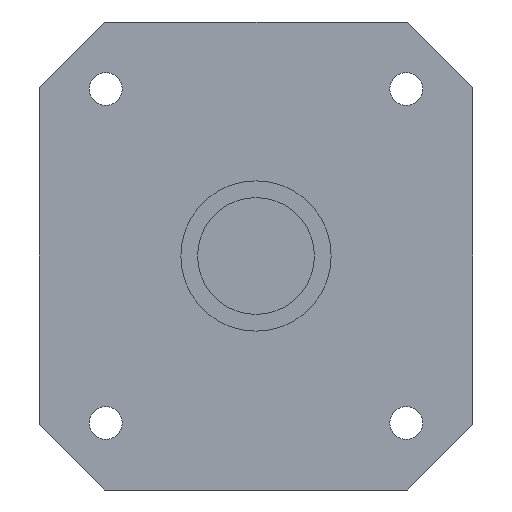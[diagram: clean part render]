
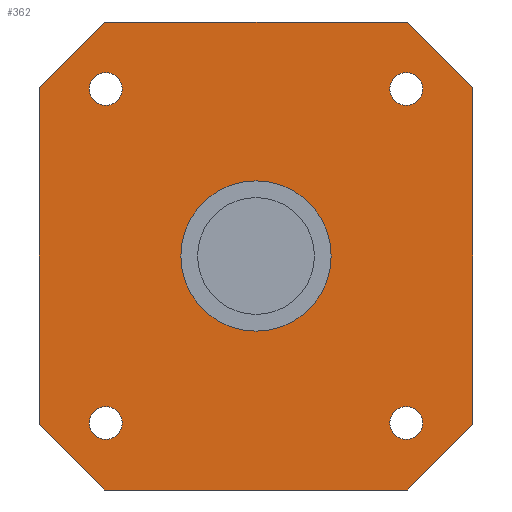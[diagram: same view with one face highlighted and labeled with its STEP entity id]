
A CAD part, left-side view. The second image highlights one B-rep face of the part: STEP entity #362.
In plain terms, the highlighted planar face has unit normal (-1, 0, 0).
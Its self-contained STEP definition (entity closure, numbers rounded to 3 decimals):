
#1=CARTESIAN_POINT('',(0.,0.,0.));
#2=DIRECTION('',(-1.,0.,0.));
#3=DIRECTION('',(0.,-1.,0.));
#4=AXIS2_PLACEMENT_3D('',#1,#2,#3);
#6=CARTESIAN_POINT('',(0.,0.,0.));
#7=DIRECTION('',(-1.,0.,0.));
#8=DIRECTION('',(0.,1.,0.));
#9=AXIS2_PLACEMENT_3D('',#6,#7,#8);
#11=DIRECTION('',(0.,0.707,0.707));
#12=VECTOR('',#11,35.355);
#13=CARTESIAN_POINT('',(0.,-82.5,64.));
#14=LINE('',#13,#12);
#15=DIRECTION('',(0.,0.,-1.));
#16=VECTOR('',#15,128.);
#17=CARTESIAN_POINT('',(0.,-82.5,64.));
#18=LINE('',#17,#16);
#19=DIRECTION('',(0.,-0.707,0.707));
#20=VECTOR('',#19,35.355);
#21=CARTESIAN_POINT('',(0.,-57.5,-89.));
#22=LINE('',#21,#20);
#23=DIRECTION('',(0.,1.,0.));
#24=VECTOR('',#23,115.);
#25=CARTESIAN_POINT('',(0.,-57.5,-89.));
#26=LINE('',#25,#24);
#27=DIRECTION('',(0.,-0.707,-0.707));
#28=VECTOR('',#27,35.355);
#29=CARTESIAN_POINT('',(0.,82.5,-64.));
#30=LINE('',#29,#28);
#31=DIRECTION('',(0.,0.,1.));
#32=VECTOR('',#31,128.);
#33=CARTESIAN_POINT('',(0.,82.5,-64.));
#34=LINE('',#33,#32);
#35=DIRECTION('',(0.,0.707,-0.707));
#36=VECTOR('',#35,35.355);
#37=CARTESIAN_POINT('',(0.,57.5,89.));
#38=LINE('',#37,#36);
#39=DIRECTION('',(0.,-1.,0.));
#40=VECTOR('',#39,115.);
#41=CARTESIAN_POINT('',(0.,57.5,89.));
#42=LINE('',#41,#40);
#43=CARTESIAN_POINT('',(0.,-57.15,-63.5));
#44=DIRECTION('',(-1.,0.,0.));
#45=DIRECTION('',(0.,-1.,0.));
#46=AXIS2_PLACEMENT_3D('',#43,#44,#45);
#48=CARTESIAN_POINT('',(0.,-57.15,-63.5));
#49=DIRECTION('',(-1.,0.,0.));
#50=DIRECTION('',(0.,1.,0.));
#51=AXIS2_PLACEMENT_3D('',#48,#49,#50);
#53=CARTESIAN_POINT('',(0.,57.15,-63.5));
#54=DIRECTION('',(-1.,0.,0.));
#55=DIRECTION('',(0.,-1.,0.));
#56=AXIS2_PLACEMENT_3D('',#53,#54,#55);
#58=CARTESIAN_POINT('',(0.,57.15,-63.5));
#59=DIRECTION('',(-1.,0.,0.));
#60=DIRECTION('',(0.,1.,0.));
#61=AXIS2_PLACEMENT_3D('',#58,#59,#60);
#63=CARTESIAN_POINT('',(0.,-57.15,63.5));
#64=DIRECTION('',(-1.,0.,0.));
#65=DIRECTION('',(0.,-1.,0.));
#66=AXIS2_PLACEMENT_3D('',#63,#64,#65);
#68=CARTESIAN_POINT('',(0.,-57.15,63.5));
#69=DIRECTION('',(-1.,0.,0.));
#70=DIRECTION('',(0.,1.,0.));
#71=AXIS2_PLACEMENT_3D('',#68,#69,#70);
#73=CARTESIAN_POINT('',(0.,57.15,63.5));
#74=DIRECTION('',(-1.,0.,0.));
#75=DIRECTION('',(0.,-1.,0.));
#76=AXIS2_PLACEMENT_3D('',#73,#74,#75);
#78=CARTESIAN_POINT('',(0.,57.15,63.5));
#79=DIRECTION('',(-1.,0.,0.));
#80=DIRECTION('',(0.,1.,0.));
#81=AXIS2_PLACEMENT_3D('',#78,#79,#80);
#237=CARTESIAN_POINT('',(0.,-28.575,0.));
#238=CARTESIAN_POINT('',(0.,28.575,0.));
#239=VERTEX_POINT('',#237);
#240=VERTEX_POINT('',#238);
#245=CARTESIAN_POINT('',(0.,-82.5,64.));
#246=CARTESIAN_POINT('',(0.,-57.5,89.));
#247=VERTEX_POINT('',#245);
#248=VERTEX_POINT('',#246);
#253=CARTESIAN_POINT('',(0.,-57.5,-89.));
#254=CARTESIAN_POINT('',(0.,-82.5,-64.));
#255=VERTEX_POINT('',#253);
#256=VERTEX_POINT('',#254);
#261=CARTESIAN_POINT('',(0.,82.5,-64.));
#262=CARTESIAN_POINT('',(0.,57.5,-89.));
#263=VERTEX_POINT('',#261);
#264=VERTEX_POINT('',#262);
#269=CARTESIAN_POINT('',(0.,57.5,89.));
#270=CARTESIAN_POINT('',(0.,82.5,64.));
#271=VERTEX_POINT('',#269);
#272=VERTEX_POINT('',#270);
#277=CARTESIAN_POINT('',(0.,-63.4,-63.5));
#278=CARTESIAN_POINT('',(0.,-50.9,-63.5));
#279=VERTEX_POINT('',#277);
#280=VERTEX_POINT('',#278);
#285=CARTESIAN_POINT('',(0.,50.9,-63.5));
#286=CARTESIAN_POINT('',(0.,63.4,-63.5));
#287=VERTEX_POINT('',#285);
#288=VERTEX_POINT('',#286);
#293=CARTESIAN_POINT('',(0.,-63.4,63.5));
#294=CARTESIAN_POINT('',(0.,-50.9,63.5));
#295=VERTEX_POINT('',#293);
#296=VERTEX_POINT('',#294);
#301=CARTESIAN_POINT('',(0.,50.9,63.5));
#302=CARTESIAN_POINT('',(0.,63.4,63.5));
#303=VERTEX_POINT('',#301);
#304=VERTEX_POINT('',#302);
#309=CARTESIAN_POINT('',(0.,0.,0.));
#310=DIRECTION('',(1.,0.,0.));
#311=DIRECTION('',(0.,-1.,0.));
#312=AXIS2_PLACEMENT_3D('',#309,#310,#311);
#313=PLANE('',#312);
#315=ORIENTED_EDGE('',*,*,#314,.F.);
#317=ORIENTED_EDGE('',*,*,#316,.T.);
#319=ORIENTED_EDGE('',*,*,#318,.F.);
#321=ORIENTED_EDGE('',*,*,#320,.T.);
#323=ORIENTED_EDGE('',*,*,#322,.F.);
#325=ORIENTED_EDGE('',*,*,#324,.T.);
#327=ORIENTED_EDGE('',*,*,#326,.F.);
#329=ORIENTED_EDGE('',*,*,#328,.T.);
#330=EDGE_LOOP('',(#315,#317,#319,#321,#323,#325,#327,#329));
#331=FACE_OUTER_BOUND('',#330,.F.);
#333=ORIENTED_EDGE('',*,*,#332,.T.);
#335=ORIENTED_EDGE('',*,*,#334,.T.);
#336=EDGE_LOOP('',(#333,#335));
#337=FACE_BOUND('',#336,.F.);
#339=ORIENTED_EDGE('',*,*,#338,.T.);
#341=ORIENTED_EDGE('',*,*,#340,.T.);
#342=EDGE_LOOP('',(#339,#341));
#343=FACE_BOUND('',#342,.F.);
#345=ORIENTED_EDGE('',*,*,#344,.T.);
#347=ORIENTED_EDGE('',*,*,#346,.T.);
#348=EDGE_LOOP('',(#345,#347));
#349=FACE_BOUND('',#348,.F.);
#351=ORIENTED_EDGE('',*,*,#350,.T.);
#353=ORIENTED_EDGE('',*,*,#352,.T.);
#354=EDGE_LOOP('',(#351,#353));
#355=FACE_BOUND('',#354,.F.);
#357=ORIENTED_EDGE('',*,*,#356,.T.);
#359=ORIENTED_EDGE('',*,*,#358,.T.);
#360=EDGE_LOOP('',(#357,#359));
#361=FACE_BOUND('',#360,.F.);
#362=ADVANCED_FACE('',(#331,#337,#343,#349,#355,#361),#313,.F.);
#5=CIRCLE('',#4,28.575);
#10=CIRCLE('',#9,28.575);
#47=CIRCLE('',#46,6.25);
#52=CIRCLE('',#51,6.25);
#57=CIRCLE('',#56,6.25);
#62=CIRCLE('',#61,6.25);
#67=CIRCLE('',#66,6.25);
#72=CIRCLE('',#71,6.25);
#77=CIRCLE('',#76,6.25);
#82=CIRCLE('',#81,6.25);
#314=EDGE_CURVE('',#247,#248,#14,.T.);
#316=EDGE_CURVE('',#247,#256,#18,.T.);
#318=EDGE_CURVE('',#255,#256,#22,.T.);
#320=EDGE_CURVE('',#255,#264,#26,.T.);
#322=EDGE_CURVE('',#263,#264,#30,.T.);
#324=EDGE_CURVE('',#263,#272,#34,.T.);
#326=EDGE_CURVE('',#271,#272,#38,.T.);
#328=EDGE_CURVE('',#271,#248,#42,.T.);
#332=EDGE_CURVE('',#239,#240,#5,.T.);
#334=EDGE_CURVE('',#240,#239,#10,.T.);
#338=EDGE_CURVE('',#279,#280,#47,.T.);
#340=EDGE_CURVE('',#280,#279,#52,.T.);
#344=EDGE_CURVE('',#287,#288,#57,.T.);
#346=EDGE_CURVE('',#288,#287,#62,.T.);
#350=EDGE_CURVE('',#295,#296,#67,.T.);
#352=EDGE_CURVE('',#296,#295,#72,.T.);
#356=EDGE_CURVE('',#303,#304,#77,.T.);
#358=EDGE_CURVE('',#304,#303,#82,.T.);
